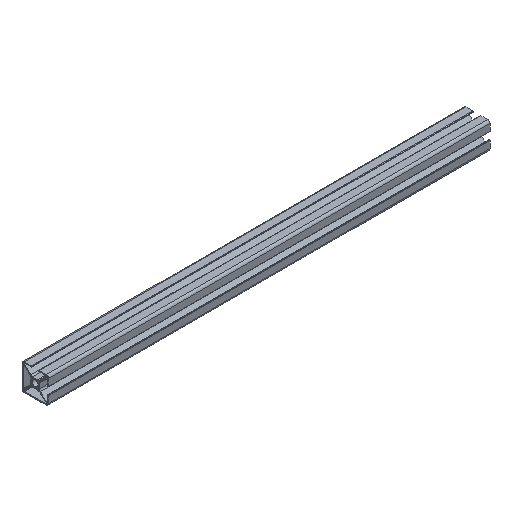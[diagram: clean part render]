
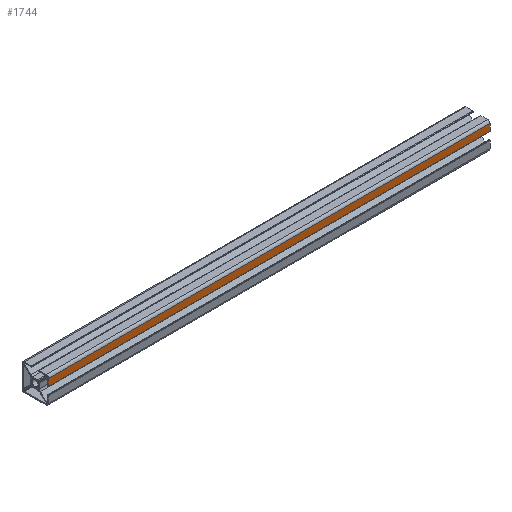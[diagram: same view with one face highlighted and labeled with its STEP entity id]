
A CAD part, isometric view. The second image highlights one B-rep face of the part: STEP entity #1744.
In plain terms, the highlighted planar face has unit normal (0, -1, 0).
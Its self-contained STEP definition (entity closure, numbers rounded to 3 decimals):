
#38 = DIRECTION ( 'NONE',  ( 1., 0., 0. ) ) ;
#174 = EDGE_CURVE ( 'NONE', #1774, #1293, #1508, .T. ) ;
#218 = CARTESIAN_POINT ( 'NONE',  ( 2000., -15., -1787.669 ) ) ;
#231 = CARTESIAN_POINT ( 'NONE',  ( 2000., -15., -1795.5 ) ) ;
#250 = VECTOR ( 'NONE', #1319, 1000. ) ;
#270 = CARTESIAN_POINT ( 'NONE',  ( 2000., -15., -1795.5 ) ) ;
#285 = EDGE_CURVE ( 'NONE', #1727, #1016, #511, .T. ) ;
#378 = CARTESIAN_POINT ( 'NONE',  ( 1500., -15., -1795.5 ) ) ;
#437 = EDGE_LOOP ( 'NONE', ( #1564, #525, #1026, #809 ) ) ;
#511 = LINE ( 'NONE', #1195, #661 ) ;
#525 = ORIENTED_EDGE ( 'NONE', *, *, #174, .F. ) ;
#582 = VECTOR ( 'NONE', #38, 1000. ) ;
#661 = VECTOR ( 'NONE', #1681, 1000. ) ;
#674 = FACE_OUTER_BOUND ( 'NONE', #437, .T. ) ;
#782 = CARTESIAN_POINT ( 'NONE',  ( 1500., -15., -1795.5 ) ) ;
#809 = ORIENTED_EDGE ( 'NONE', *, *, #285, .T. ) ;
#869 = VECTOR ( 'NONE', #1868, 1000. ) ;
#871 = CARTESIAN_POINT ( 'NONE',  ( 1500., -15., -1787.669 ) ) ;
#1016 = VERTEX_POINT ( 'NONE', #231 ) ;
#1019 = DIRECTION ( 'NONE',  ( 0., 1., 0. ) ) ;
#1026 = ORIENTED_EDGE ( 'NONE', *, *, #1596, .F. ) ;
#1195 = CARTESIAN_POINT ( 'NONE',  ( 1500., -15., -1795.5 ) ) ;
#1276 = LINE ( 'NONE', #270, #869 ) ;
#1293 = VERTEX_POINT ( 'NONE', #218 ) ;
#1319 = DIRECTION ( 'NONE',  ( 0., 0., 1. ) ) ;
#1340 = CARTESIAN_POINT ( 'NONE',  ( 1500., -15., -1787.669 ) ) ;
#1468 = EDGE_CURVE ( 'NONE', #1016, #1293, #1276, .T. ) ;
#1498 = DIRECTION ( 'NONE',  ( 0., 0., 1. ) ) ;
#1508 = LINE ( 'NONE', #871, #582 ) ;
#1529 = PLANE ( 'NONE',  #1757 ) ;
#1564 = ORIENTED_EDGE ( 'NONE', *, *, #1468, .T. ) ;
#1596 = EDGE_CURVE ( 'NONE', #1727, #1774, #2083, .T. ) ;
#1681 = DIRECTION ( 'NONE',  ( 1., 0., 0. ) ) ;
#1692 = CARTESIAN_POINT ( 'NONE',  ( 1500., -15., -1795.5 ) ) ;
#1727 = VERTEX_POINT ( 'NONE', #378 ) ;
#1744 = ADVANCED_FACE ( 'NONE', ( #674 ), #1529, .F. ) ;
#1757 = AXIS2_PLACEMENT_3D ( 'NONE', #1692, #1019, #1498 ) ;
#1774 = VERTEX_POINT ( 'NONE', #1340 ) ;
#1868 = DIRECTION ( 'NONE',  ( 0., 0., 1. ) ) ;
#2083 = LINE ( 'NONE', #782, #250 ) ;
